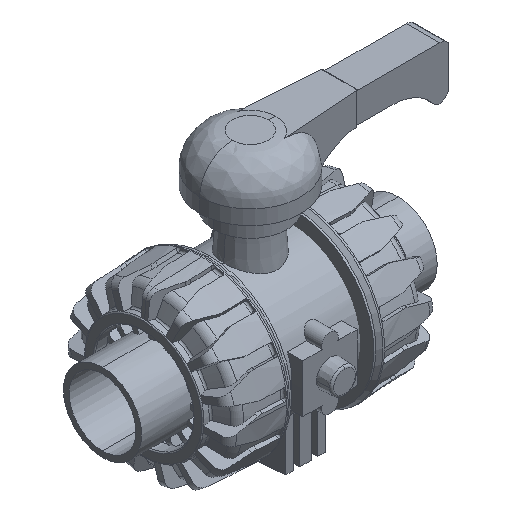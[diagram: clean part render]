
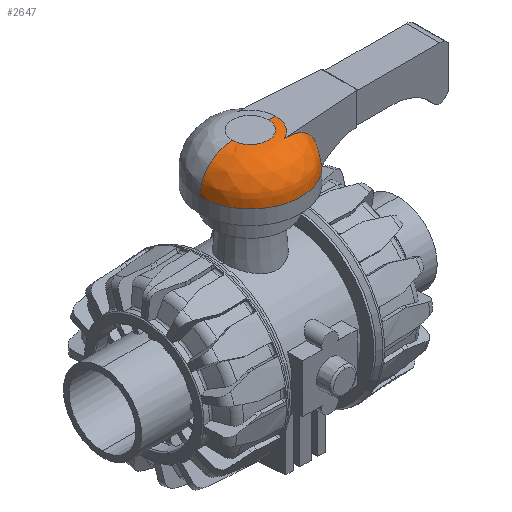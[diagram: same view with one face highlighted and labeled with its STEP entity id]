
A CAD part, isometric view. The second image highlights one B-rep face of the part: STEP entity #2647.
In plain terms, the highlighted free-form (B-spline) face has degree [2, 2] with [3, 9] control points.
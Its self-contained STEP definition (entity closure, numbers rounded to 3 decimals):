
#2647=ADVANCED_FACE('',(#5296),#5297,.F.);
#5296=FACE_OUTER_BOUND('',#8120,.T.);
#5297=(B_SPLINE_SURFACE(2,2,((#8122,#8123,#8124,#8125,#8126,#8127,#8128,#8129,#8130),(#8131,#8132,#8133,#8134,#8135,#8136,#8137,#8138,#8139),(#8140,#8141,#8142,#8143,#8144,#8145,#8146,#8147,#8148)),.UNSPECIFIED.,.F.,.T.,.F.)B_SPLINE_SURFACE_WITH_KNOTS((3,3),(3,2,2,2,3),(0.,1.571),(-3.142,-1.571,0.0,1.571,3.142),.UNSPECIFIED.)RATIONAL_B_SPLINE_SURFACE(((1.0,0.707,1.0,0.707,1.0,0.707,1.0,0.707,1.0),(0.707,0.5,0.707,0.5,0.707,0.5,0.707,0.5,0.707),(1.0,0.707,1.0,0.707,1.0,0.707,1.0,0.707,1.0)))BOUNDED_SURFACE()REPRESENTATION_ITEM('')GEOMETRIC_REPRESENTATION_ITEM()SURFACE());
#8120=EDGE_LOOP('',(#16238,#16239,#16240,#16241,#16242,#16243));
#8122=CARTESIAN_POINT('',(-48.54,0.,13.98));
#8123=CARTESIAN_POINT('',(-48.54,-48.54,13.98));
#8124=CARTESIAN_POINT('',(0.,-48.54,13.98));
#8125=CARTESIAN_POINT('',(48.54,-48.54,13.98));
#8126=CARTESIAN_POINT('',(48.54,0.,13.98));
#8127=CARTESIAN_POINT('',(48.54,48.54,13.98));
#8128=CARTESIAN_POINT('',(0.,48.54,13.98));
#8129=CARTESIAN_POINT('',(-48.54,48.54,13.98));
#8130=CARTESIAN_POINT('',(-48.54,0.,13.98));
#8131=CARTESIAN_POINT('',(-48.54,0.,45.38));
#8132=CARTESIAN_POINT('',(-48.54,-48.54,45.38));
#8133=CARTESIAN_POINT('',(0.,-48.54,45.38));
#8134=CARTESIAN_POINT('',(48.54,-48.54,45.38));
#8135=CARTESIAN_POINT('',(48.54,0.,45.38));
#8136=CARTESIAN_POINT('',(48.54,48.54,45.38));
#8137=CARTESIAN_POINT('',(0.,48.54,45.38));
#8138=CARTESIAN_POINT('',(-48.54,48.54,45.38));
#8139=CARTESIAN_POINT('',(-48.54,0.,45.38));
#8140=CARTESIAN_POINT('',(-17.14,0.,45.38));
#8141=CARTESIAN_POINT('',(-17.14,-17.14,45.38));
#8142=CARTESIAN_POINT('',(0.,-17.14,45.38));
#8143=CARTESIAN_POINT('',(17.14,-17.14,45.38));
#8144=CARTESIAN_POINT('',(17.14,0.,45.38));
#8145=CARTESIAN_POINT('',(17.14,17.14,45.38));
#8146=CARTESIAN_POINT('',(0.,17.14,45.38));
#8147=CARTESIAN_POINT('',(-17.14,17.14,45.38));
#8148=CARTESIAN_POINT('',(-17.14,0.,45.38));
#16238=ORIENTED_EDGE('',*,*,#19656,.T.);
#16239=ORIENTED_EDGE('',*,*,#19667,.T.);
#16240=ORIENTED_EDGE('',*,*,#19660,.T.);
#16241=ORIENTED_EDGE('',*,*,#19668,.F.);
#16242=ORIENTED_EDGE('',*,*,#19669,.F.);
#16243=ORIENTED_EDGE('',*,*,#19670,.F.);
#19656=EDGE_CURVE('',#24416,#24417,#24418,.T.);
#19660=EDGE_CURVE('',#24425,#24423,#24426,.T.);
#19667=EDGE_CURVE('',#24417,#24425,#24435,.T.);
#19668=EDGE_CURVE('',#24436,#24423,#24437,.T.);
#19669=EDGE_CURVE('',#24438,#24436,#24439,.T.);
#19670=EDGE_CURVE('',#24416,#24438,#24440,.T.);
#24416=VERTEX_POINT('',#37100);
#24417=VERTEX_POINT('',#37101);
#24418=(B_SPLINE_CURVE(2,(#37103,#37104,#37105),.UNSPECIFIED.,.F.,.F.)B_SPLINE_CURVE_WITH_KNOTS((3,3),(0.,1.571),.UNSPECIFIED.)RATIONAL_B_SPLINE_CURVE((1.0,0.707,1.0))BOUNDED_CURVE()REPRESENTATION_ITEM('')GEOMETRIC_REPRESENTATION_ITEM()CURVE());
#24423=VERTEX_POINT('',#37135);
#24425=VERTEX_POINT('',#37137);
#24426=(B_SPLINE_CURVE(2,(#37139,#37140,#37141),.UNSPECIFIED.,.F.,.F.)B_SPLINE_CURVE_WITH_KNOTS((3,3),(-1.571,0.),.UNSPECIFIED.)RATIONAL_B_SPLINE_CURVE((1.0,0.707,1.0))BOUNDED_CURVE()REPRESENTATION_ITEM('')GEOMETRIC_REPRESENTATION_ITEM()CURVE());
#24435=CIRCLE('',#37158,17.14);
#24436=VERTEX_POINT('',#37159);
#24437=CIRCLE('',#37160,48.54);
#24438=VERTEX_POINT('',#37161);
#24439=B_SPLINE_CURVE_WITH_KNOTS('',3,(#37162,#37163,#37164,#37165,#37166,#37167,#37168,#37169,#37170,#37171,#37172,#37173,#37174,#37175,#37176,#37177,#37178,#37179,#37180,#37181),.UNSPECIFIED.,.F.,.F.,(4,2,2,2,2,2,2,2,2,4),(-10.381,-9.917,-9.278,-8.64,-8.078,-7.516,-7.025,-6.535,-6.065,-5.596),.UNSPECIFIED.);
#24440=CIRCLE('',#37182,24.562);
#37100=CARTESIAN_POINT('',(24.562,0.,44.49));
#37101=CARTESIAN_POINT('',(17.14,0.,45.38));
#37103=CARTESIAN_POINT('',(48.54,0.,13.98));
#37104=CARTESIAN_POINT('',(48.54,0.,45.38));
#37105=CARTESIAN_POINT('',(17.14,0.,45.38));
#37135=CARTESIAN_POINT('',(-48.54,0.,13.98));
#37137=CARTESIAN_POINT('',(-17.14,0.,45.38));
#37139=CARTESIAN_POINT('',(-17.14,0.,45.38));
#37140=CARTESIAN_POINT('',(-48.54,0.,45.38));
#37141=CARTESIAN_POINT('',(-48.54,0.,13.98));
#37158=AXIS2_PLACEMENT_3D('',#40887,#40888,#40889);
#37159=CARTESIAN_POINT('',(44.209,-20.041,13.98));
#37160=AXIS2_PLACEMENT_3D('',#40890,#40891,#40892);
#37161=CARTESIAN_POINT('',(10.058,-22.408,44.49));
#37162=CARTESIAN_POINT('',(10.058,-22.408,44.49));
#37163=CARTESIAN_POINT('',(11.719,-22.293,44.35));
#37164=CARTESIAN_POINT('',(13.389,-22.177,44.156));
#37165=CARTESIAN_POINT('',(17.313,-21.905,43.521));
#37166=CARTESIAN_POINT('',(19.552,-21.75,43.013));
#37167=CARTESIAN_POINT('',(23.831,-21.453,41.672));
#37168=CARTESIAN_POINT('',(25.871,-21.312,40.839));
#37169=CARTESIAN_POINT('',(29.419,-21.066,39.004));
#37170=CARTESIAN_POINT('',(31.164,-20.945,37.921));
#37171=CARTESIAN_POINT('',(34.398,-20.721,35.426));
#37172=CARTESIAN_POINT('',(35.886,-20.618,34.013));
#37173=CARTESIAN_POINT('',(38.195,-20.458,31.375));
#37174=CARTESIAN_POINT('',(39.265,-20.384,29.936));
#37175=CARTESIAN_POINT('',(41.102,-20.257,26.878));
#37176=CARTESIAN_POINT('',(41.87,-20.203,25.258));
#37177=CARTESIAN_POINT('',(42.99,-20.126,22.263));
#37178=CARTESIAN_POINT('',(43.458,-20.093,20.613));
#37179=CARTESIAN_POINT('',(44.068,-20.051,17.253));
#37180=CARTESIAN_POINT('',(44.209,-20.041,15.543));
#37181=CARTESIAN_POINT('',(44.209,-20.041,13.98));
#37182=AXIS2_PLACEMENT_3D('',#40893,#40894,#40895);
#40887=CARTESIAN_POINT('',(0.0,0.,45.38));
#40888=DIRECTION('',(0.0,0.0,-1.0));
#40889=DIRECTION('',(-1.0,0.0,0.0));
#40890=CARTESIAN_POINT('',(0.0,0.,13.98));
#40891=DIRECTION('',(0.0,0.0,-1.0));
#40892=DIRECTION('',(-1.0,0.0,0.0));
#40893=CARTESIAN_POINT('',(0.0,0.,44.49));
#40894=DIRECTION('',(0.0,0.0,-1.0));
#40895=DIRECTION('',(-1.0,0.0,0.0));
